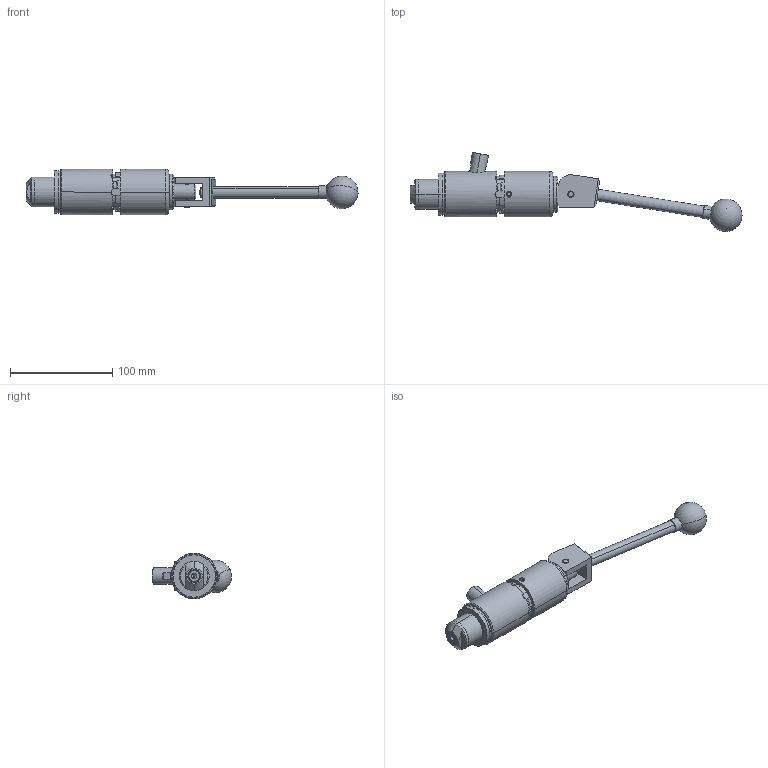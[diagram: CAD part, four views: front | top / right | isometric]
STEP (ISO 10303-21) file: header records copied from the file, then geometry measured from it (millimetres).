
FILE_DESCRIPTION (( 'STEP AP214' ), '1' );
FILE_NAME ('CTSC-003702.STEP', '2025-06-26T14:22:30', ( '' ), ( '' ), 'SwSTEP 2.0', 'SolidWorks 2023', '' );
FILE_SCHEMA (( 'AUTOMOTIVE_DESIGN' ));
Length unit declared in the file: inch
Products named in the file (1): CTSC-003702
Bounding box: 324.39 x 77.27 x 44.45 mm (x, y, z)
Volume: 239308.6 mm3; surface area: 53680.3 mm2
Topology: 9 solids, 10 shells, 311 faces, 763 edges, 487 vertices
Faces by surface type: cylinder 133, plane 114, cone 50, torus 9, bspline 3, sphere 2
Entity records: 14857 total; most frequent: CARTESIAN_POINT 3607, DIRECTION 1529, ORIENTED_EDGE 1508, EDGE_CURVE 754, AXIS2_PLACEMENT_3D 593, VERTEX_POINT 484, EDGE_LOOP 350, VECTOR 343
